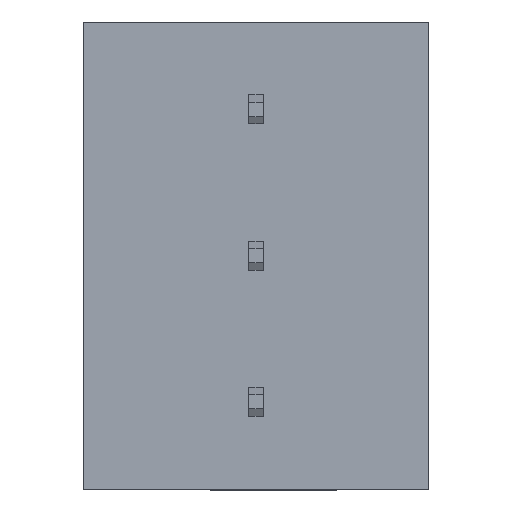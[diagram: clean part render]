
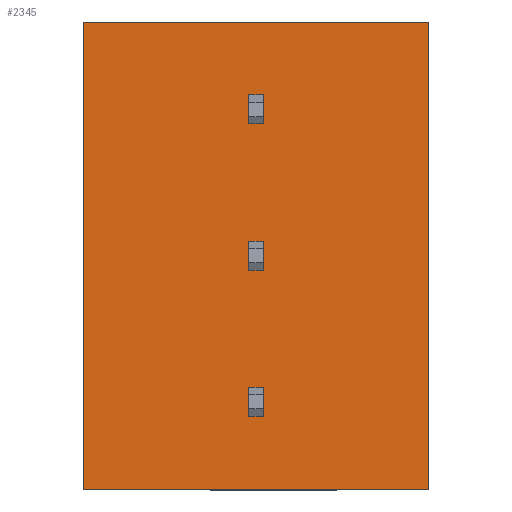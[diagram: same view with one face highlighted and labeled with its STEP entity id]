
A CAD part, top view. The second image highlights one B-rep face of the part: STEP entity #2345.
In plain terms, the highlighted planar face has unit normal (0, 0, 1).
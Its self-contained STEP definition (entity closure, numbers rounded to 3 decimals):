
#33=DIRECTION('',(0.,-1.,0.));
#34=VECTOR('',#33,16.24);
#35=CARTESIAN_POINT('',(12.,28.44,0.));
#36=LINE('',#35,#34);
#37=DIRECTION('',(-1.,0.,0.));
#38=VECTOR('',#37,12.);
#39=CARTESIAN_POINT('',(12.,12.2,0.));
#40=LINE('',#39,#38);
#41=DIRECTION('',(0.,1.,0.));
#42=VECTOR('',#41,16.24);
#43=CARTESIAN_POINT('',(0.,12.2,0.));
#44=LINE('',#43,#42);
#45=DIRECTION('',(0.,1.,0.));
#46=VECTOR('',#45,1.);
#47=CARTESIAN_POINT('',(6.25,24.9,0.));
#48=LINE('',#47,#46);
#49=DIRECTION('',(-1.,0.,0.));
#50=VECTOR('',#49,0.5);
#51=CARTESIAN_POINT('',(6.25,25.9,0.));
#52=LINE('',#51,#50);
#53=DIRECTION('',(0.,1.,0.));
#54=VECTOR('',#53,1.);
#55=CARTESIAN_POINT('',(6.25,19.82,0.));
#56=LINE('',#55,#54);
#57=DIRECTION('',(-1.,0.,0.));
#58=VECTOR('',#57,0.5);
#59=CARTESIAN_POINT('',(6.25,20.82,0.));
#60=LINE('',#59,#58);
#61=DIRECTION('',(0.,1.,0.));
#62=VECTOR('',#61,1.);
#63=CARTESIAN_POINT('',(6.25,14.74,0.));
#64=LINE('',#63,#62);
#65=DIRECTION('',(-1.,0.,0.));
#66=VECTOR('',#65,0.5);
#67=CARTESIAN_POINT('',(6.25,15.74,0.));
#68=LINE('',#67,#66);
#452=DIRECTION('',(-1.,0.,0.));
#453=VECTOR('',#452,12.);
#454=CARTESIAN_POINT('',(12.,28.44,0.));
#455=LINE('',#454,#453);
#1075=DIRECTION('',(-1.,0.,0.));
#1076=VECTOR('',#1075,0.5);
#1077=CARTESIAN_POINT('',(6.25,24.9,0.));
#1078=LINE('',#1077,#1076);
#1079=DIRECTION('',(0.,1.,0.));
#1080=VECTOR('',#1079,1.);
#1081=CARTESIAN_POINT('',(5.75,24.9,0.));
#1082=LINE('',#1081,#1080);
#1139=DIRECTION('',(-1.,0.,0.));
#1140=VECTOR('',#1139,0.5);
#1141=CARTESIAN_POINT('',(6.25,19.82,0.));
#1142=LINE('',#1141,#1140);
#1143=DIRECTION('',(0.,1.,0.));
#1144=VECTOR('',#1143,1.);
#1145=CARTESIAN_POINT('',(5.75,19.82,0.));
#1146=LINE('',#1145,#1144);
#1203=DIRECTION('',(-1.,0.,0.));
#1204=VECTOR('',#1203,0.5);
#1205=CARTESIAN_POINT('',(6.25,14.74,0.));
#1206=LINE('',#1205,#1204);
#1207=DIRECTION('',(0.,1.,0.));
#1208=VECTOR('',#1207,1.);
#1209=CARTESIAN_POINT('',(5.75,14.74,0.));
#1210=LINE('',#1209,#1208);
#1738=CARTESIAN_POINT('',(0.,12.2,0.));
#1739=CARTESIAN_POINT('',(0.,28.44,0.));
#1740=VERTEX_POINT('',#1738);
#1741=VERTEX_POINT('',#1739);
#1742=CARTESIAN_POINT('',(12.,28.44,0.));
#1743=CARTESIAN_POINT('',(12.,12.2,0.));
#1744=VERTEX_POINT('',#1742);
#1745=VERTEX_POINT('',#1743);
#1746=CARTESIAN_POINT('',(6.25,24.9,0.));
#1747=CARTESIAN_POINT('',(5.75,24.9,0.));
#1748=VERTEX_POINT('',#1746);
#1749=VERTEX_POINT('',#1747);
#1750=CARTESIAN_POINT('',(6.25,25.9,0.));
#1751=VERTEX_POINT('',#1750);
#1752=CARTESIAN_POINT('',(5.75,25.9,0.));
#1753=VERTEX_POINT('',#1752);
#1754=CARTESIAN_POINT('',(6.25,19.82,0.));
#1755=CARTESIAN_POINT('',(5.75,19.82,0.));
#1756=VERTEX_POINT('',#1754);
#1757=VERTEX_POINT('',#1755);
#1758=CARTESIAN_POINT('',(6.25,20.82,0.));
#1759=VERTEX_POINT('',#1758);
#1760=CARTESIAN_POINT('',(5.75,20.82,0.));
#1761=VERTEX_POINT('',#1760);
#1762=CARTESIAN_POINT('',(6.25,14.74,0.));
#1763=CARTESIAN_POINT('',(5.75,14.74,0.));
#1764=VERTEX_POINT('',#1762);
#1765=VERTEX_POINT('',#1763);
#1766=CARTESIAN_POINT('',(6.25,15.74,0.));
#1767=VERTEX_POINT('',#1766);
#1768=CARTESIAN_POINT('',(5.75,15.74,0.));
#1769=VERTEX_POINT('',#1768);
#2301=CARTESIAN_POINT('',(6.,-5.08,0.));
#2302=DIRECTION('',(0.,0.,1.));
#2303=DIRECTION('',(1.,0.,0.));
#2304=AXIS2_PLACEMENT_3D('',#2301,#2302,#2303);
#2305=PLANE('',#2304);
#2307=ORIENTED_EDGE('',*,*,#2306,.T.);
#2309=ORIENTED_EDGE('',*,*,#2308,.T.);
#2310=ORIENTED_EDGE('',*,*,#2291,.T.);
#2312=ORIENTED_EDGE('',*,*,#2311,.F.);
#2313=EDGE_LOOP('',(#2307,#2309,#2310,#2312));
#2314=FACE_OUTER_BOUND('',#2313,.F.);
#2316=ORIENTED_EDGE('',*,*,#2315,.F.);
#2318=ORIENTED_EDGE('',*,*,#2317,.T.);
#2320=ORIENTED_EDGE('',*,*,#2319,.T.);
#2322=ORIENTED_EDGE('',*,*,#2321,.F.);
#2323=EDGE_LOOP('',(#2316,#2318,#2320,#2322));
#2324=FACE_BOUND('',#2323,.F.);
#2326=ORIENTED_EDGE('',*,*,#2325,.F.);
#2328=ORIENTED_EDGE('',*,*,#2327,.T.);
#2330=ORIENTED_EDGE('',*,*,#2329,.T.);
#2332=ORIENTED_EDGE('',*,*,#2331,.F.);
#2333=EDGE_LOOP('',(#2326,#2328,#2330,#2332));
#2334=FACE_BOUND('',#2333,.F.);
#2336=ORIENTED_EDGE('',*,*,#2335,.F.);
#2338=ORIENTED_EDGE('',*,*,#2337,.T.);
#2340=ORIENTED_EDGE('',*,*,#2339,.T.);
#2342=ORIENTED_EDGE('',*,*,#2341,.F.);
#2343=EDGE_LOOP('',(#2336,#2338,#2340,#2342));
#2344=FACE_BOUND('',#2343,.F.);
#2345=ADVANCED_FACE('',(#2314,#2324,#2334,#2344),#2305,.T.);
#2291=EDGE_CURVE('',#1740,#1741,#44,.T.);
#2306=EDGE_CURVE('',#1744,#1745,#36,.T.);
#2308=EDGE_CURVE('',#1745,#1740,#40,.T.);
#2311=EDGE_CURVE('',#1744,#1741,#455,.T.);
#2315=EDGE_CURVE('',#1748,#1749,#1078,.T.);
#2317=EDGE_CURVE('',#1748,#1751,#48,.T.);
#2319=EDGE_CURVE('',#1751,#1753,#52,.T.);
#2321=EDGE_CURVE('',#1749,#1753,#1082,.T.);
#2325=EDGE_CURVE('',#1756,#1757,#1142,.T.);
#2327=EDGE_CURVE('',#1756,#1759,#56,.T.);
#2329=EDGE_CURVE('',#1759,#1761,#60,.T.);
#2331=EDGE_CURVE('',#1757,#1761,#1146,.T.);
#2335=EDGE_CURVE('',#1764,#1765,#1206,.T.);
#2337=EDGE_CURVE('',#1764,#1767,#64,.T.);
#2339=EDGE_CURVE('',#1767,#1769,#68,.T.);
#2341=EDGE_CURVE('',#1765,#1769,#1210,.T.);
